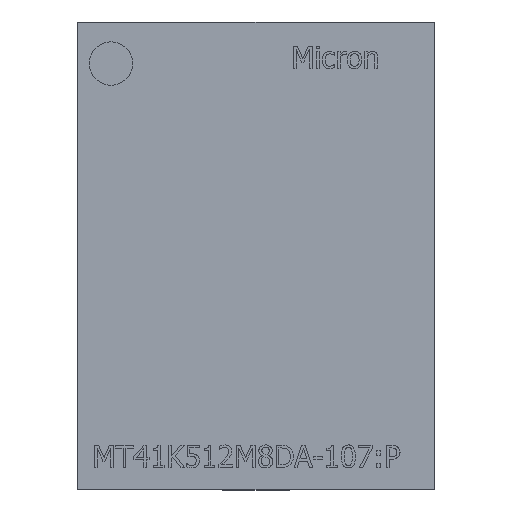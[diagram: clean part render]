
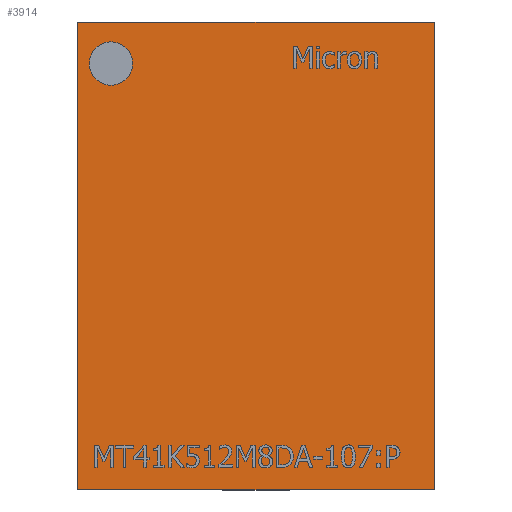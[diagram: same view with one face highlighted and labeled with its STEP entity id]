
A CAD part, top view. The second image highlights one B-rep face of the part: STEP entity #3914.
In plain terms, the highlighted planar face has unit normal (0, 0, 1).
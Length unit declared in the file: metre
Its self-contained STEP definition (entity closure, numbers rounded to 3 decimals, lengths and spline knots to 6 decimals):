
#2198 = EDGE_CURVE( '', #5560, #5561, #5562, .T. );
#2286 = EDGE_CURVE( '', #5715, #5560, #5716, .T. );
#3152 = EDGE_CURVE( '', #5561, #5893, #7027, .T. );
#3642 = EDGE_CURVE( '', #5893, #5715, #7690, .T. );
#3914 = ADVANCED_FACE( '', ( #8033 ), #8034, .T. );
#5560 = VERTEX_POINT( '', #10183 );
#5561 = VERTEX_POINT( '', #10184 );
#5562 = LINE( '', #10185, #10186 );
#5715 = VERTEX_POINT( '', #10418 );
#5716 = LINE( '', #10419, #10420 );
#5893 = VERTEX_POINT( '', #10683 );
#7027 = LINE( '', #12434, #12435 );
#7690 = LINE( '', #13513, #13514 );
#8033 = FACE_OUTER_BOUND( '', #14064, .T. );
#8034 = PLANE( '', #14065 );
#10183 = CARTESIAN_POINT( '', ( 0.004, 0.00525, 0.001125 ) );
#10184 = CARTESIAN_POINT( '', ( -0.004, 0.00525, 0.001125 ) );
#10185 = CARTESIAN_POINT( '', ( 0.004, 0.00525, 0.001125 ) );
#10186 = VECTOR( '', #15926, 1. );
#10418 = CARTESIAN_POINT( '', ( 0.004, -0.00525, 0.001125 ) );
#10419 = CARTESIAN_POINT( '', ( 0.004, -0.00525, 0.001125 ) );
#10420 = VECTOR( '', #16085, 1. );
#10683 = CARTESIAN_POINT( '', ( -0.004, -0.00525, 0.001125 ) );
#12434 = CARTESIAN_POINT( '', ( -0.004, 0.00525, 0.001125 ) );
#12435 = VECTOR( '', #17992, 1. );
#13513 = CARTESIAN_POINT( '', ( -0.004, -0.00525, 0.001125 ) );
#13514 = VECTOR( '', #18982, 1. );
#14064 = EDGE_LOOP( '', ( #19516, #19517, #19518, #19519 ) );
#14065 = AXIS2_PLACEMENT_3D( '', #19520, #19521, #19522 );
#15926 = DIRECTION( '', ( -1., 0., 0. ) );
#16085 = DIRECTION( '', ( 0., 1., 0. ) );
#17992 = DIRECTION( '', ( 0., -1., 0. ) );
#18982 = DIRECTION( '', ( 1., 0., 0. ) );
#19516 = ORIENTED_EDGE( '', *, *, #2286, .T. );
#19517 = ORIENTED_EDGE( '', *, *, #2198, .T. );
#19518 = ORIENTED_EDGE( '', *, *, #3152, .T. );
#19519 = ORIENTED_EDGE( '', *, *, #3642, .T. );
#19520 = CARTESIAN_POINT( '', ( 0., 0., 0.001125 ) );
#19521 = DIRECTION( '', ( 0., 0., 1. ) );
#19522 = DIRECTION( '', ( 1., 0., 0. ) );
